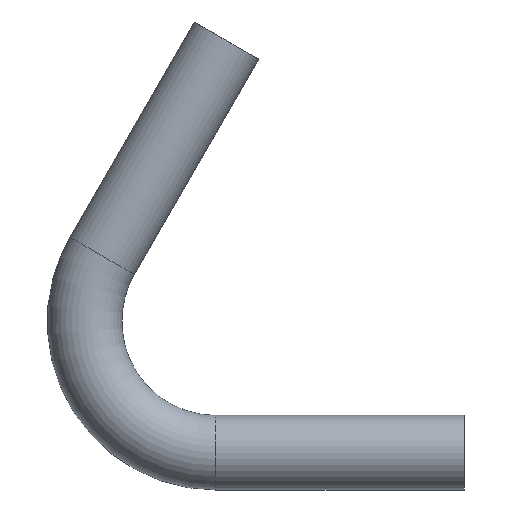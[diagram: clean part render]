
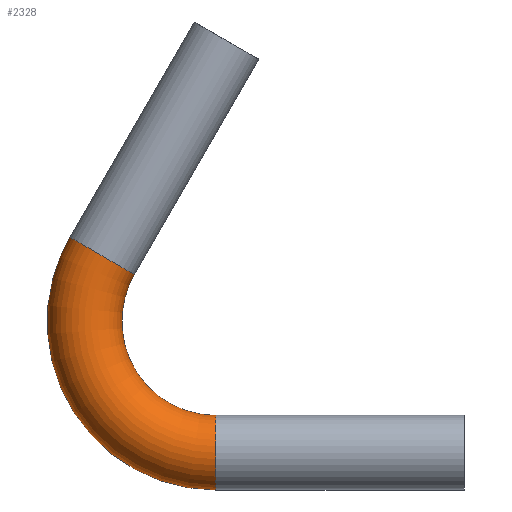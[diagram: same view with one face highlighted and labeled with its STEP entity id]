
A CAD part, left-side view. The second image highlights one B-rep face of the part: STEP entity #2328.
In plain terms, the highlighted toroidal (fillet/blend) face has major radius 85 mm and minor radius 24.15 mm.
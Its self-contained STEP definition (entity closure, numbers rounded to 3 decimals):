
#178 = CARTESIAN_POINT ( 'NONE',  ( 0., 213.686, 115.425 ) ) ;
#512 = CARTESIAN_POINT ( 'NONE',  ( 0., 160.988, 0. ) ) ;
#673 = DIRECTION ( 'NONE',  ( 0., 1., 0. ) ) ;
#1201 = AXIS2_PLACEMENT_3D ( 'NONE', #7849, #10748, #3222 ) ;
#2328 = ADVANCED_FACE ( 'NONE', ( #6426, #11604 ), #5553, .T. ) ;
#3155 = EDGE_CURVE ( 'NONE', #10852, #10852, #7321, .T. ) ;
#3222 = DIRECTION ( 'NONE',  ( 0., 0., -1. ) ) ;
#4200 = EDGE_LOOP ( 'NONE', ( #8138 ) ) ;
#5333 = AXIS2_PLACEMENT_3D ( 'NONE', #512, #673, #7220 ) ;
#5553 = TOROIDAL_SURFACE ( 'NONE', #1201, 85., 24.15 ) ;
#6426 = FACE_OUTER_BOUND ( 'NONE', #4200, .T. ) ;
#6462 = CARTESIAN_POINT ( 'NONE',  ( 0., 234.6, 127.5 ) ) ;
#7220 = DIRECTION ( 'NONE',  ( 0., 0., 1. ) ) ;
#7301 = VERTEX_POINT ( 'NONE', #178 ) ;
#7321 = CIRCLE ( 'NONE', #5333, 24.15 ) ;
#7381 = AXIS2_PLACEMENT_3D ( 'NONE', #6462, #11300, #8330 ) ;
#7849 = CARTESIAN_POINT ( 'NONE',  ( 0., 160.988, 85. ) ) ;
#8138 = ORIENTED_EDGE ( 'NONE', *, *, #3155, .T. ) ;
#8330 = DIRECTION ( 'NONE',  ( 0., -0.866, -0.5 ) ) ;
#9177 = EDGE_LOOP ( 'NONE', ( #11268 ) ) ;
#10261 = CIRCLE ( 'NONE', #7381, 24.15 ) ;
#10748 = DIRECTION ( 'NONE',  ( 1., 0., 0. ) ) ;
#10852 = VERTEX_POINT ( 'NONE', #11346 ) ;
#11268 = ORIENTED_EDGE ( 'NONE', *, *, #11344, .F. ) ;
#11300 = DIRECTION ( 'NONE',  ( 0., -0.5, 0.866 ) ) ;
#11344 = EDGE_CURVE ( 'NONE', #7301, #7301, #10261, .T. ) ;
#11346 = CARTESIAN_POINT ( 'NONE',  ( 0., 160.988, 24.15 ) ) ;
#11604 = FACE_OUTER_BOUND ( 'NONE', #9177, .T. ) ;
